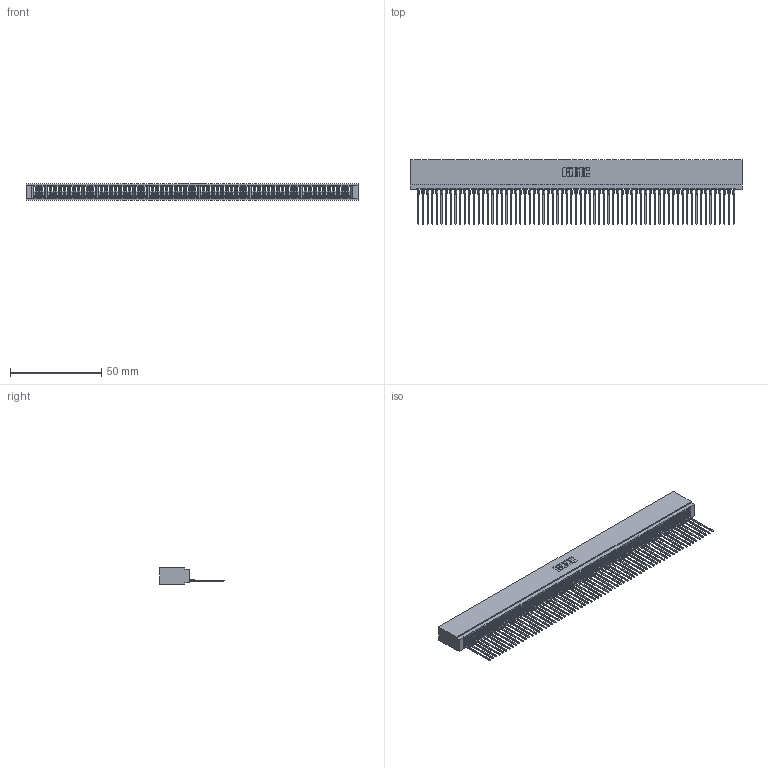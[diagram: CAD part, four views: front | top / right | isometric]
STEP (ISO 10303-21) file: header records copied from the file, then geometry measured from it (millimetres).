
FILE_DESCRIPTION (( 'STEP AP203' ), '1' );
FILE_NAME ('745-069-541-101.STEP', '2020-09-14T05:06:33', ( '' ), ( '' ), 'SwSTEP 2.0', 'SolidWorks 2020', '' );
FILE_SCHEMA (( 'CONFIG_CONTROL_DESIGN' ));
Products named in the file (3): 745-069-541-101; 745-292-001_541; 745 Part_Insulator Option - 01
Assembly tree (70 placements, depth 2):
  745-069-541-101
    745 Part_Insulator Option - 01
    745-292-001_541  x69
Bounding box: 181.86 x 35.45 x 8.89 mm (x, y, z)
Volume: 15877.5 mm3; surface area: 31469.9 mm2
Topology: 70 solids, 70 shells, 7823 faces, 21510 edges, 13558 vertices
Faces by surface type: plane 4678, bspline 1380, cylinder 1351, torus 414
Entity records: 110275 total; most frequent: CARTESIAN_POINT 19934, ORIENTED_EDGE 19492, DIRECTION 16866, EDGE_CURVE 9746, VECTOR 9150, LINE 9150, VERTEX_POINT 6214, AXIS2_PLACEMENT_3D 3858
